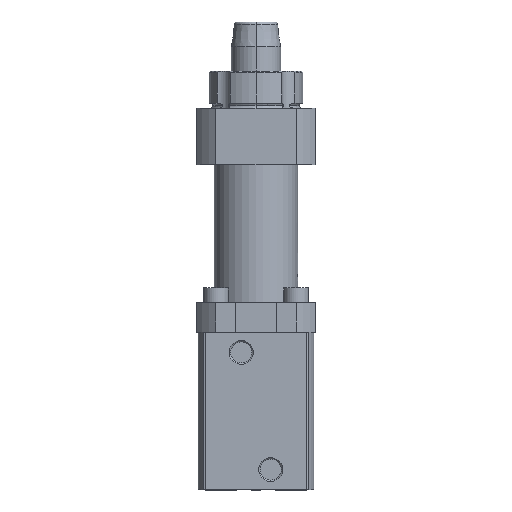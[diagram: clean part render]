
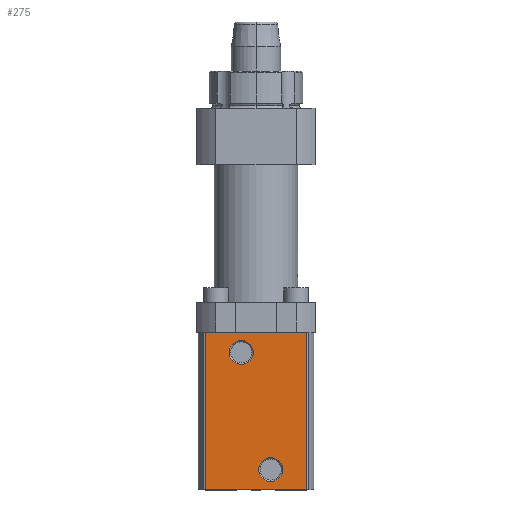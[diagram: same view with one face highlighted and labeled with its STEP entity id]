
A CAD part, top view. The second image highlights one B-rep face of the part: STEP entity #275.
In plain terms, the highlighted planar face has unit normal (0, 0, 1).
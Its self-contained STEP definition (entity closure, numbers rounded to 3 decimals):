
#99 = AXIS2_PLACEMENT_3D ( 'NONE', #4310, #4311, #4312 ) ;
#101 = AXIS2_PLACEMENT_3D ( 'NONE', #4306, #4307, #4308 ) ;
#103 = CIRCLE ( 'NONE', #99, 4.864 ) ;
#107 = CIRCLE ( 'NONE', #101, 4.864 ) ;
#275 = ADVANCED_FACE ( 'NONE', ( #3432, #3433, #3434 ), #3435, .T. ) ;
#791 = VERTEX_POINT ( 'NONE', #6568 ) ;
#806 = VERTEX_POINT ( 'NONE', #6586 ) ;
#812 = VERTEX_POINT ( 'NONE', #6592 ) ;
#826 = VERTEX_POINT ( 'NONE', #6606 ) ;
#1492 = CARTESIAN_POINT ( 'NONE',  ( -20.634, -155., 23.5 ) ) ;
#1493 = LINE ( 'NONE', #1492, #8200 ) ;
#1525 = DIRECTION ( 'NONE',  ( 1., 0., 0. ) ) ;
#1526 = LINE ( 'NONE', #1527, #8234 ) ;
#1527 = CARTESIAN_POINT ( 'NONE',  ( 20.634, -91., 23.5 ) ) ;
#1531 = LINE ( 'NONE', #1532, #8237 ) ;
#1532 = CARTESIAN_POINT ( 'NONE',  ( -20.634, -91., 23.5 ) ) ;
#1536 = DIRECTION ( 'NONE',  ( 0., 1., 0. ) ) ;
#1541 = DIRECTION ( 'NONE',  ( -1., 0., 0. ) ) ;
#1542 = LINE ( 'NONE', #1544, #8239 ) ;
#1544 = CARTESIAN_POINT ( 'NONE',  ( -20.634, -91., 23.5 ) ) ;
#1545 = DIRECTION ( 'NONE',  ( 0., -1., 0. ) ) ;
#2932 = CARTESIAN_POINT ( 'NONE',  ( -6., -99.2, 23.5 ) ) ;
#2933 = DIRECTION ( 'NONE',  ( 0., 0., -1. ) ) ;
#2934 = DIRECTION ( 'NONE',  ( 0., -1., 0. ) ) ;
#2945 = CARTESIAN_POINT ( 'NONE',  ( 6., -146.8, 23.5 ) ) ;
#2946 = DIRECTION ( 'NONE',  ( 0., 0., -1. ) ) ;
#2947 = DIRECTION ( 'NONE',  ( 0., -1., 0. ) ) ;
#3423 = DIRECTION ( 'NONE',  ( 0., 0., 1. ) ) ;
#3431 = CARTESIAN_POINT ( 'NONE',  ( -20.634, -91., 23.5 ) ) ;
#3432 = FACE_OUTER_BOUND ( 'NONE', #7112, .T. ) ;
#3433 = FACE_BOUND ( 'NONE', #7185, .T. ) ;
#3434 = FACE_BOUND ( 'NONE', #7081, .T. ) ;
#3435 = PLANE ( 'NONE',  #10383 ) ;
#3437 = DIRECTION ( 'NONE',  ( 0., -1., 0. ) ) ;
#4306 = CARTESIAN_POINT ( 'NONE',  ( 6., -146.8, 23.5 ) ) ;
#4307 = DIRECTION ( 'NONE',  ( 0., 0., -1. ) ) ;
#4308 = DIRECTION ( 'NONE',  ( 0., -1., 0. ) ) ;
#4310 = CARTESIAN_POINT ( 'NONE',  ( -6., -99.2, 23.5 ) ) ;
#4311 = DIRECTION ( 'NONE',  ( 0., 0., -1. ) ) ;
#4312 = DIRECTION ( 'NONE',  ( 0., -1., 0. ) ) ;
#4571 = CARTESIAN_POINT ( 'NONE',  ( 6., -141.936, 23.5 ) ) ;
#4572 = CARTESIAN_POINT ( 'NONE',  ( 6., -151.664, 23.5 ) ) ;
#4575 = CARTESIAN_POINT ( 'NONE',  ( -6., -94.336, 23.5 ) ) ;
#4576 = CARTESIAN_POINT ( 'NONE',  ( -6., -104.064, 23.5 ) ) ;
#6568 = CARTESIAN_POINT ( 'NONE',  ( -20.634, -91., 23.5 ) ) ;
#6586 = CARTESIAN_POINT ( 'NONE',  ( 20.634, -91., 23.5 ) ) ;
#6592 = CARTESIAN_POINT ( 'NONE',  ( 20.634, -155., 23.5 ) ) ;
#6606 = CARTESIAN_POINT ( 'NONE',  ( -20.634, -155., 23.5 ) ) ;
#7081 = EDGE_LOOP ( 'NONE', ( #8966, #8967 ) ) ;
#7112 = EDGE_LOOP ( 'NONE', ( #8960, #8961, #8962, #8963 ) ) ;
#7185 = EDGE_LOOP ( 'NONE', ( #8964, #8965 ) ) ;
#8200 = VECTOR ( 'NONE', #1525, 1000. ) ;
#8234 = VECTOR ( 'NONE', #1536, 1000. ) ;
#8237 = VECTOR ( 'NONE', #1541, 1000. ) ;
#8239 = VECTOR ( 'NONE', #1545, 1000. ) ;
#8960 = ORIENTED_EDGE ( 'NONE', *, *, #12310, .T. ) ;
#8961 = ORIENTED_EDGE ( 'NONE', *, *, #12311, .T. ) ;
#8962 = ORIENTED_EDGE ( 'NONE', *, *, #12305, .T. ) ;
#8963 = ORIENTED_EDGE ( 'NONE', *, *, #12308, .T. ) ;
#8964 = ORIENTED_EDGE ( 'NONE', *, *, #11238, .T. ) ;
#8965 = ORIENTED_EDGE ( 'NONE', *, *, #9581, .T. ) ;
#8966 = ORIENTED_EDGE ( 'NONE', *, *, #11242, .T. ) ;
#8967 = ORIENTED_EDGE ( 'NONE', *, *, #9579, .T. ) ;
#9579 = EDGE_CURVE ( 'NONE', #10462, #10463, #107, .T. ) ;
#9581 = EDGE_CURVE ( 'NONE', #10469, #10471, #103, .T. ) ;
#10383 = AXIS2_PLACEMENT_3D ( 'NONE', #3431, #3423, #3437 ) ;
#10462 = VERTEX_POINT ( 'NONE', #4571 ) ;
#10463 = VERTEX_POINT ( 'NONE', #4572 ) ;
#10469 = VERTEX_POINT ( 'NONE', #4575 ) ;
#10471 = VERTEX_POINT ( 'NONE', #4576 ) ;
#11238 = EDGE_CURVE ( 'NONE', #10471, #10469, #13594, .T. ) ;
#11242 = EDGE_CURVE ( 'NONE', #10463, #10462, #13605, .T. ) ;
#12305 = EDGE_CURVE ( 'NONE', #826, #812, #1493, .T. ) ;
#12308 = EDGE_CURVE ( 'NONE', #812, #806, #1526, .T. ) ;
#12310 = EDGE_CURVE ( 'NONE', #806, #791, #1531, .T. ) ;
#12311 = EDGE_CURVE ( 'NONE', #791, #826, #1542, .T. ) ;
#13594 = CIRCLE ( 'NONE', #13602, 4.864 ) ;
#13602 = AXIS2_PLACEMENT_3D ( 'NONE', #2932, #2933, #2934 ) ;
#13605 = CIRCLE ( 'NONE', #13611, 4.864 ) ;
#13611 = AXIS2_PLACEMENT_3D ( 'NONE', #2945, #2946, #2947 ) ;
